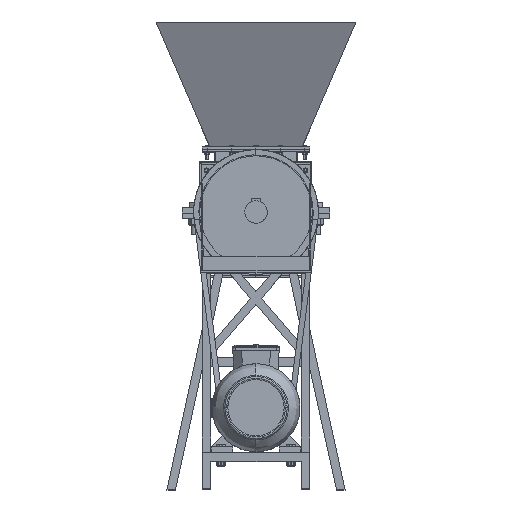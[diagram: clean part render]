
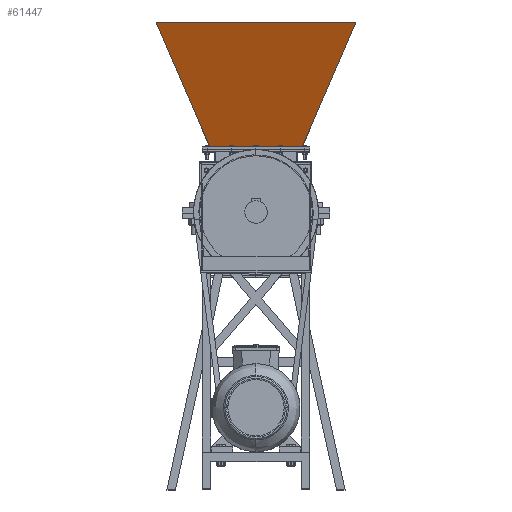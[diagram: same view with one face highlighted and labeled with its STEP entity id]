
A CAD part, top view. The second image highlights one B-rep face of the part: STEP entity #61447.
In plain terms, the highlighted free-form (B-spline) face has degree [1, 1] with [2, 2] control points.
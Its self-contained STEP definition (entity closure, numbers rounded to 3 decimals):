
#61344 = VERTEX_POINT('',#61345);
#61345 = CARTESIAN_POINT('',(1292.788,2168.376,
    3469.776));
#61360 = VERTEX_POINT('',#61361);
#61361 = CARTESIAN_POINT('',(518.8,2168.376,
    3469.776));
#61366 = EDGE_CURVE('',#61360,#61344,#61367,.T.);
#61367 = B_SPLINE_CURVE_WITH_KNOTS('',1,(#61368,#61369),.UNSPECIFIED.,
  .F.,.F.,(2,2),(0.,800.),.PIECEWISE_BEZIER_KNOTS.);
#61368 = CARTESIAN_POINT('',(518.8,2168.376,
    3469.776));
#61369 = CARTESIAN_POINT('',(1292.788,2168.376,
    3469.776));
#61387 = EDGE_CURVE('',#61388,#61344,#61390,.T.);
#61388 = VERTEX_POINT('',#61389);
#61389 = CARTESIAN_POINT('',(1084.779,1684.634,
    3261.766));
#61390 = B_SPLINE_CURVE_WITH_KNOTS('',1,(#61391,#61392),.UNSPECIFIED.,
  .F.,.F.,(2,2),(0.,585.192),.PIECEWISE_BEZIER_KNOTS.);
#61391 = CARTESIAN_POINT('',(1084.779,1684.634,
    3261.766));
#61392 = CARTESIAN_POINT('',(1292.788,2168.376,
    3469.776));
#61429 = EDGE_CURVE('',#61430,#61360,#61432,.T.);
#61430 = VERTEX_POINT('',#61431);
#61431 = CARTESIAN_POINT('',(726.809,1684.634,
    3261.766));
#61432 = B_SPLINE_CURVE_WITH_KNOTS('',1,(#61433,#61434),.UNSPECIFIED.,
  .F.,.F.,(2,2),(0.,585.192),.PIECEWISE_BEZIER_KNOTS.);
#61433 = CARTESIAN_POINT('',(726.809,1684.634,
    3261.766));
#61434 = CARTESIAN_POINT('',(518.8,2168.376,
    3469.776));
#61447 = ADVANCED_FACE('',(#61448),#61458,.T.);
#61448 = FACE_BOUND('',#61449,.T.);
#61449 = EDGE_LOOP('',(#61450,#61451,#61452,#61453));
#61450 = ORIENTED_EDGE('',*,*,#61387,.T.);
#61451 = ORIENTED_EDGE('',*,*,#61366,.F.);
#61452 = ORIENTED_EDGE('',*,*,#61429,.F.);
#61453 = ORIENTED_EDGE('',*,*,#61454,.T.);
#61454 = EDGE_CURVE('',#61430,#61388,#61455,.T.);
#61455 = B_SPLINE_CURVE_WITH_KNOTS('',1,(#61456,#61457),.UNSPECIFIED.,
  .F.,.F.,(2,2),(0.,370.),.PIECEWISE_BEZIER_KNOTS.);
#61456 = CARTESIAN_POINT('',(726.809,1684.634,
    3261.766));
#61457 = CARTESIAN_POINT('',(1084.779,1684.634,
    3261.766));
#61458 = B_SPLINE_SURFACE_WITH_KNOTS('',1,1,(
    (#61459,#61460)
    ,(#61461,#61462
  )),.UNSPECIFIED.,.F.,.F.,.F.,(2,2),(2,2),(-400.,400.),(-272.133
    ,272.133),.PIECEWISE_BEZIER_KNOTS.);
#61459 = CARTESIAN_POINT('',(1292.788,2168.376,
    3469.776));
#61460 = CARTESIAN_POINT('',(1292.788,1684.634,
    3261.766));
#61461 = CARTESIAN_POINT('',(518.8,2168.376,
    3469.776));
#61462 = CARTESIAN_POINT('',(518.8,1684.634,
    3261.766));
